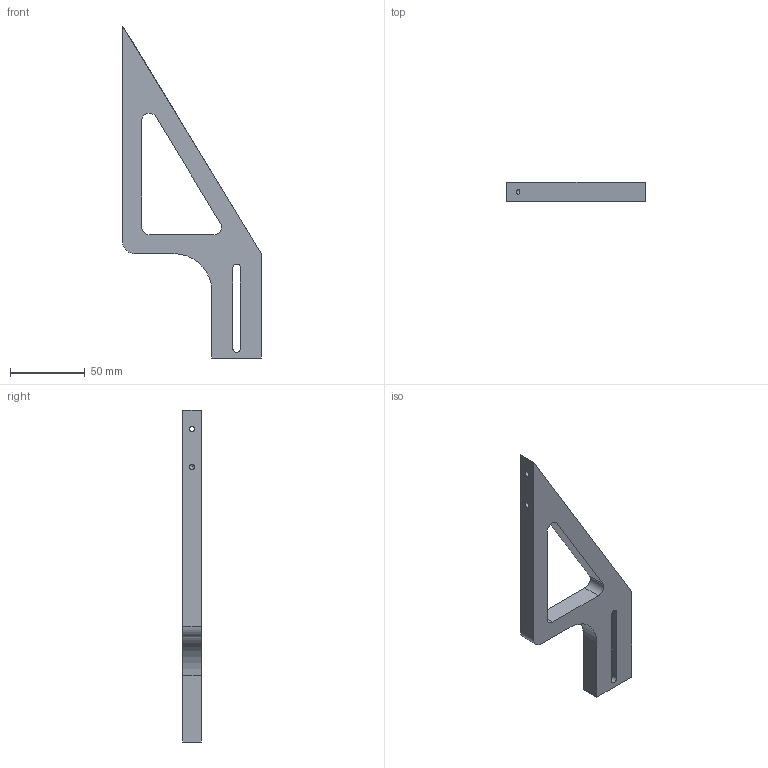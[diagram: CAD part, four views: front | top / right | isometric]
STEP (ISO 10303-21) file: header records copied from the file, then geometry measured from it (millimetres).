
FILE_DESCRIPTION(/* description */ (''),/* implementation_level */ '2;1');
FILE_NAME(/* name */ 'left_bracket.step',/* time_stamp */ '2021-05-17T15:37:42-07:00',/* author */ (''),/* organization */ (''),/* preprocessor_version */ 'ST-DEVELOPER v18.1',/* originating_system */ 'Autodesk Translation Framework v10.6.0.1341',/* authorisation */ '');
FILE_SCHEMA (('AUTOMOTIVE_DESIGN { 1 0 10303 214 3 1 1 }'));
Length unit declared in the file: inch
Products named in the file (3): right_side_larger_Tslot_metal; Component1; Component2
Assembly tree (2 placements, depth 2):
  right_side_larger_Tslot_metal
    Component1
    Component2
Bounding box: 92.71 x 12.7 x 222.25 mm (x, y, z)
Volume: 75321.9 mm3; surface area: 26192.3 mm2
Topology: 1 solids, 1 shells, 34 faces, 94 edges, 62 vertices
Faces by surface type: plane 21, cylinder 12, cone 1
Full cylindrical faces by diameter (mm): 3.416 x2
Entity records: 1180 total; most frequent: DIRECTION 196, CARTESIAN_POINT 194, ORIENTED_EDGE 186, EDGE_CURVE 93, LINE 68, VECTOR 68, AXIS2_PLACEMENT_3D 64, VERTEX_POINT 62
